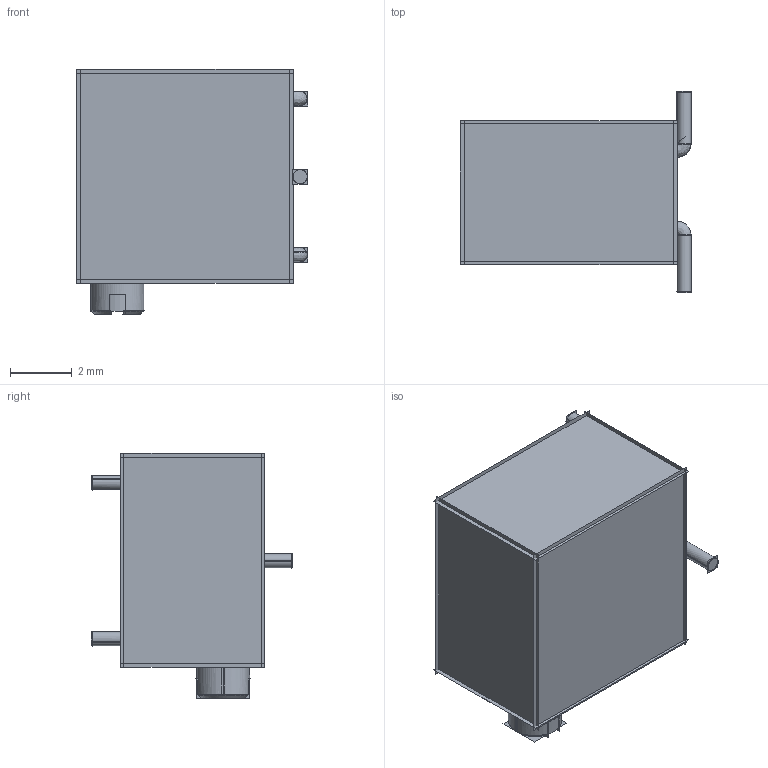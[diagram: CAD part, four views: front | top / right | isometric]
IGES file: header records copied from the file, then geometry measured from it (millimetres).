
Start section:  PTC IGES file: 3269X.igs
Global section: file name: 3269X.igs; native system: Creo Parametric by Parametric Technology Corporation; preprocessor: 2012230; author: stevec; organization: Unknown; date: 20121025.132730; units: inch
Bounding box: 7.52 x 6.55 x 8 mm (x, y, z)
Surface area: 2051.5 mm2
Topology: 2 solids, 6 shells, 176 faces, 1087 edges, 1529 vertices
Faces by surface type: revolution 94, bspline 82
